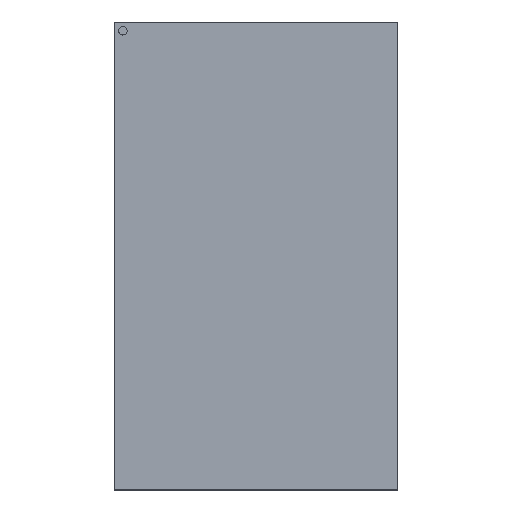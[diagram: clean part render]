
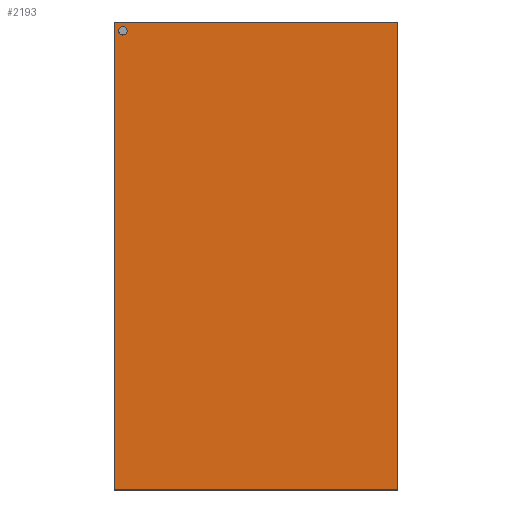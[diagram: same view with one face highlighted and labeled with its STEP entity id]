
A CAD part, top view. The second image highlights one B-rep face of the part: STEP entity #2193.
In plain terms, the highlighted planar face has unit normal (0, 0, 1).
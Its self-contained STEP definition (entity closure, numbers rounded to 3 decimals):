
#829 = VERTEX_POINT('',#830);
#830 = CARTESIAN_POINT('',(-5.,8.25,1.2));
#838 = VERTEX_POINT('',#839);
#839 = CARTESIAN_POINT('',(5.,8.25,1.2));
#845 = EDGE_CURVE('',#829,#838,#846,.T.);
#846 = LINE('',#847,#848);
#847 = CARTESIAN_POINT('',(-5.,8.25,1.2));
#848 = VECTOR('',#849,1.);
#849 = DIRECTION('',(1.,0.,0.));
#861 = EDGE_CURVE('',#838,#862,#864,.T.);
#862 = VERTEX_POINT('',#863);
#863 = CARTESIAN_POINT('',(5.,-8.25,1.2));
#864 = LINE('',#865,#866);
#865 = CARTESIAN_POINT('',(5.,8.25,1.2));
#866 = VECTOR('',#867,1.);
#867 = DIRECTION('',(0.,-1.,0.));
#885 = EDGE_CURVE('',#829,#886,#888,.T.);
#886 = VERTEX_POINT('',#887);
#887 = CARTESIAN_POINT('',(-5.,-8.25,1.2));
#888 = LINE('',#889,#890);
#889 = CARTESIAN_POINT('',(-5.,8.25,1.2));
#890 = VECTOR('',#891,1.);
#891 = DIRECTION('',(0.,-1.,0.));
#910 = EDGE_CURVE('',#886,#862,#911,.T.);
#911 = LINE('',#912,#913);
#912 = CARTESIAN_POINT('',(-5.,-8.25,1.2));
#913 = VECTOR('',#914,1.);
#914 = DIRECTION('',(1.,0.,0.));
#2193 = ADVANCED_FACE('',(#2194,#2200),#2211,.T.);
#2194 = FACE_BOUND('',#2195,.T.);
#2195 = EDGE_LOOP('',(#2196,#2197,#2198,#2199));
#2196 = ORIENTED_EDGE('',*,*,#845,.F.);
#2197 = ORIENTED_EDGE('',*,*,#885,.T.);
#2198 = ORIENTED_EDGE('',*,*,#910,.T.);
#2199 = ORIENTED_EDGE('',*,*,#861,.F.);
#2200 = FACE_BOUND('',#2201,.T.);
#2201 = EDGE_LOOP('',(#2202));
#2202 = ORIENTED_EDGE('',*,*,#2203,.T.);
#2203 = EDGE_CURVE('',#2204,#2204,#2206,.T.);
#2204 = VERTEX_POINT('',#2205);
#2205 = CARTESIAN_POINT('',(-4.69,7.79,1.2));
#2206 = CIRCLE('',#2207,0.15);
#2207 = AXIS2_PLACEMENT_3D('',#2208,#2209,#2210);
#2208 = CARTESIAN_POINT('',(-4.69,7.94,1.2));
#2209 = DIRECTION('',(-0.,0.,-1.));
#2210 = DIRECTION('',(0.,-1.,0.));
#2211 = PLANE('',#2212);
#2212 = AXIS2_PLACEMENT_3D('',#2213,#2214,#2215);
#2213 = CARTESIAN_POINT('',(-5.,8.25,1.2));
#2214 = DIRECTION('',(0.,0.,1.));
#2215 = DIRECTION('',(0.,-1.,0.));
